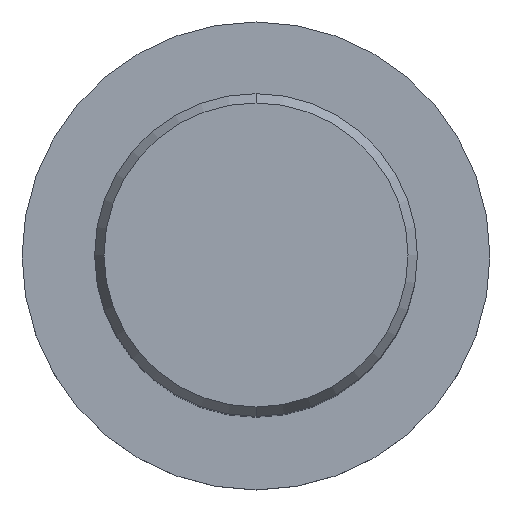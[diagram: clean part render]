
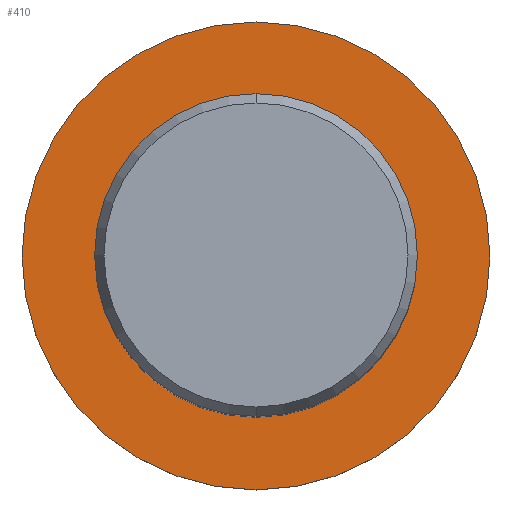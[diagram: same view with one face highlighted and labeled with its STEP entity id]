
A CAD part, top view. The second image highlights one B-rep face of the part: STEP entity #410.
In plain terms, the highlighted planar face has unit normal (0, 0, 1).
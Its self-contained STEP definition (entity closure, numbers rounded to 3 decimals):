
#214=EDGE_CURVE('',#346,#420,#549,.T.);
#288=EDGE_CURVE('',#320,#396,#630,.T.);
#320=VERTEX_POINT('',#667);
#346=VERTEX_POINT('',#695);
#396=VERTEX_POINT('',#750);
#410=ADVANCED_FACE('',(#766,#767),#768,.T.);
#420=VERTEX_POINT('',#778);
#492=EDGE_CURVE('',#420,#346,#855,.T.);
#500=EDGE_CURVE('',#396,#320,#863,.T.);
#549=CIRCLE('',#960,29.0);
#630=CIRCLE('',#1105,20.0);
#667=CARTESIAN_POINT('',(0.,-20.0,-70.0));
#695=CARTESIAN_POINT('',(0.0,29.0,-70.0));
#750=CARTESIAN_POINT('',(0.0,20.0,-70.0));
#766=FACE_BOUND('',#1377,.T.);
#767=FACE_OUTER_BOUND('',#1378,.T.);
#768=PLANE('',#1379);
#778=CARTESIAN_POINT('',(0.,-29.0,-70.0));
#855=CIRCLE('',#1578,29.0);
#863=CIRCLE('',#1597,20.0);
#960=AXIS2_PLACEMENT_3D('',#1631,#1632,#1633);
#1105=AXIS2_PLACEMENT_3D('',#1722,#1723,#1724);
#1377=EDGE_LOOP('',(#1901,#1902));
#1378=EDGE_LOOP('',(#1903,#1904));
#1379=AXIS2_PLACEMENT_3D('',#1905,#1906,#1907);
#1578=AXIS2_PLACEMENT_3D('',#1990,#1991,#1992);
#1597=AXIS2_PLACEMENT_3D('',#1993,#1994,#1995);
#1631=CARTESIAN_POINT('',(0.0,0.0,-70.0));
#1632=DIRECTION('',(0.0,0.0,-1.0));
#1633=DIRECTION('',(0.0,1.0,0.0));
#1722=CARTESIAN_POINT('',(0.0,0.0,-70.0));
#1723=DIRECTION('',(-0.0,0.0,-1.0));
#1724=DIRECTION('',(0.0,1.0,0.0));
#1901=ORIENTED_EDGE('',*,*,#500,.T.);
#1902=ORIENTED_EDGE('',*,*,#288,.T.);
#1903=ORIENTED_EDGE('',*,*,#214,.F.);
#1904=ORIENTED_EDGE('',*,*,#492,.F.);
#1905=CARTESIAN_POINT('',(0.0,14.5,-70.0));
#1906=DIRECTION('',(-0.0,0.0,1.0));
#1907=DIRECTION('',(0.0,-1.0,0.0));
#1990=CARTESIAN_POINT('',(0.0,0.0,-70.0));
#1991=DIRECTION('',(0.0,0.0,-1.0));
#1992=DIRECTION('',(0.0,1.0,0.0));
#1993=CARTESIAN_POINT('',(0.0,0.0,-70.0));
#1994=DIRECTION('',(-0.0,0.0,-1.0));
#1995=DIRECTION('',(0.0,1.0,0.0));
